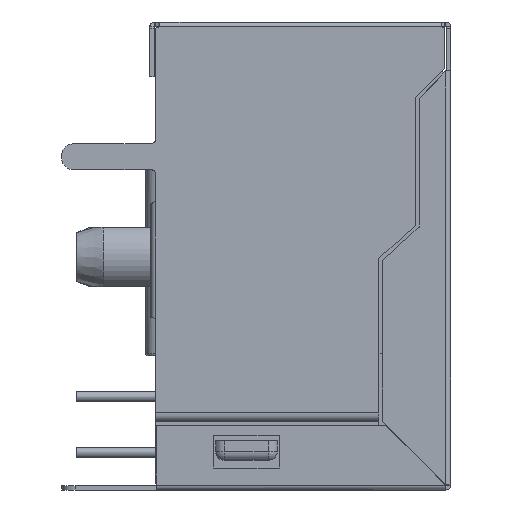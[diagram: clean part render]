
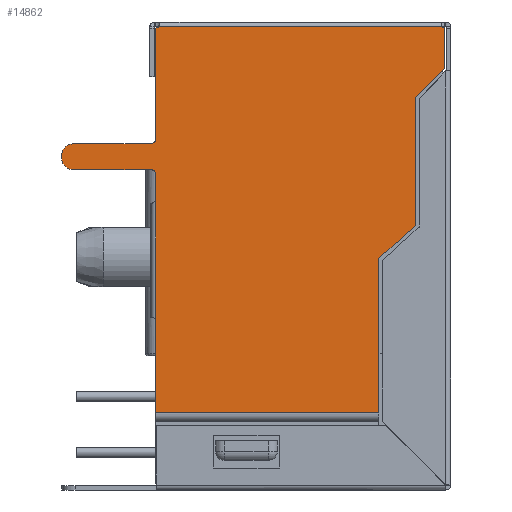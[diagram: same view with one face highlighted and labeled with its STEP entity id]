
A CAD part, left-side view. The second image highlights one B-rep face of the part: STEP entity #14862.
In plain terms, the highlighted planar face has unit normal (-1, 0, 0).
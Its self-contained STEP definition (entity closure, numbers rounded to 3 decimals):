
#51 = DIRECTION ( 'NONE',  ( 0., -0.74, 0.672 ) ) ;
#174 = VERTEX_POINT ( 'NONE', #5898 ) ;
#229 = VECTOR ( 'NONE', #34420, 1000. ) ;
#393 = AXIS2_PLACEMENT_3D ( 'NONE', #22879, #13955, #16673 ) ;
#426 = DIRECTION ( 'NONE',  ( 0., -0.714, 0.7 ) ) ;
#450 = CARTESIAN_POINT ( 'NONE',  ( -7.97, -3.579, 3.314 ) ) ;
#682 = PLANE ( 'NONE',  #26480 ) ;
#861 = CARTESIAN_POINT ( 'NONE',  ( -7.97, -5.23, 0. ) ) ;
#873 = DIRECTION ( 'NONE',  ( 0., 0., -1. ) ) ;
#1377 = EDGE_CURVE ( 'NONE', #9116, #12605, #28431, .T. ) ;
#1691 = DIRECTION ( 'NONE',  ( 0., 0., -1. ) ) ;
#2061 = VECTOR ( 'NONE', #27935, 1000. ) ;
#2130 = CARTESIAN_POINT ( 'NONE',  ( -7.97, 6.579, 13.056 ) ) ;
#2222 = CARTESIAN_POINT ( 'NONE',  ( -7.97, 3.526, 3.881 ) ) ;
#2679 = CARTESIAN_POINT ( 'NONE',  ( -7.97, -6.441, 20.88 ) ) ;
#3317 = VERTEX_POINT ( 'NONE', #2679 ) ;
#3339 = CARTESIAN_POINT ( 'NONE',  ( -7.97, 6.268, 6.386 ) ) ;
#3664 = LINE ( 'NONE', #35881, #31535 ) ;
#4117 = DIRECTION ( 'NONE',  ( 0., 0., -1. ) ) ;
#4480 = CARTESIAN_POINT ( 'NONE',  ( -7.97, 10.279, 14.37 ) ) ;
#4747 = LINE ( 'NONE', #22410, #229 ) ;
#4845 = EDGE_CURVE ( 'NONE', #37446, #14003, #12158, .T. ) ;
#4907 = DIRECTION ( 'NONE',  ( 0., 0., -1. ) ) ;
#5898 = CARTESIAN_POINT ( 'NONE',  ( -7.97, 6.579, 14.17 ) ) ;
#6031 = AXIS2_PLACEMENT_3D ( 'NONE', #19065, #30680, #4117 ) ;
#6172 = VECTOR ( 'NONE', #426, 1000. ) ;
#6382 = VERTEX_POINT ( 'NONE', #450 ) ;
#6415 = EDGE_CURVE ( 'NONE', #14003, #24645, #6460, .T. ) ;
#6460 = LINE ( 'NONE', #15974, #28955 ) ;
#6582 = AXIS2_PLACEMENT_3D ( 'NONE', #27253, #28200, #36948 ) ;
#6906 = VERTEX_POINT ( 'NONE', #22116 ) ;
#7053 = ORIENTED_EDGE ( 'NONE', *, *, #1377, .T. ) ;
#7708 = AXIS2_PLACEMENT_3D ( 'NONE', #37307, #28172, #4907 ) ;
#7748 = VECTOR ( 'NONE', #33743, 1000. ) ;
#8128 = EDGE_CURVE ( 'NONE', #174, #10523, #22897, .T. ) ;
#8172 = EDGE_CURVE ( 'NONE', #14011, #35319, #31032, .T. ) ;
#8409 = EDGE_CURVE ( 'NONE', #29099, #6906, #3664, .T. ) ;
#8494 = EDGE_LOOP ( 'NONE', ( #35774, #38299, #7053, #18352, #22603, #18296, #22389, #37730, #15793, #16025, #14563, #8656, #35178, #35029, #23092, #31695, #18316, #8915 ) ) ;
#8656 = ORIENTED_EDGE ( 'NONE', *, *, #30840, .T. ) ;
#8702 = EDGE_CURVE ( 'NONE', #37923, #14011, #24155, .T. ) ;
#8915 = ORIENTED_EDGE ( 'NONE', *, *, #8409, .T. ) ;
#9116 = VERTEX_POINT ( 'NONE', #32232 ) ;
#9260 = VECTOR ( 'NONE', #10494, 1000. ) ;
#9941 = VERTEX_POINT ( 'NONE', #21262 ) ;
#10119 = CARTESIAN_POINT ( 'NONE',  ( -7.97, -6.85, 20.88 ) ) ;
#10286 = DIRECTION ( 'NONE',  ( 0., 0., -1. ) ) ;
#10484 = LINE ( 'NONE', #24641, #2061 ) ;
#10494 = DIRECTION ( 'NONE',  ( 0., -1., 0. ) ) ;
#10523 = VERTEX_POINT ( 'NONE', #2130 ) ;
#11196 = LINE ( 'NONE', #22640, #12297 ) ;
#11853 = CARTESIAN_POINT ( 'NONE',  ( -7.97, 6.579, 20.825 ) ) ;
#11918 = DIRECTION ( 'NONE',  ( 0., 0., 1. ) ) ;
#12158 = CIRCLE ( 'NONE', #393, 0.2 ) ;
#12297 = VECTOR ( 'NONE', #1691, 1000. ) ;
#12390 = AXIS2_PLACEMENT_3D ( 'NONE', #21035, #15029, #11918 ) ;
#12513 = DIRECTION ( 'NONE',  ( 1., 0., 0. ) ) ;
#12605 = VERTEX_POINT ( 'NONE', #27770 ) ;
#12608 = CARTESIAN_POINT ( 'NONE',  ( -7.97, -6.841, 3.314 ) ) ;
#12692 = DIRECTION ( 'NONE',  ( 0., 0., 1. ) ) ;
#12790 = CARTESIAN_POINT ( 'NONE',  ( -7.97, 10.279, 15.57 ) ) ;
#13401 = DIRECTION ( 'NONE',  ( 0., -1., 0. ) ) ;
#13955 = DIRECTION ( 'NONE',  ( 1., 0., 0. ) ) ;
#14003 = VERTEX_POINT ( 'NONE', #11853 ) ;
#14011 = VERTEX_POINT ( 'NONE', #20960 ) ;
#14563 = ORIENTED_EDGE ( 'NONE', *, *, #25509, .T. ) ;
#14862 = ADVANCED_FACE ( 'NONE', ( #15440 ), #682, .F. ) ;
#15029 = DIRECTION ( 'NONE',  ( -1., 0., 0. ) ) ;
#15196 = VECTOR ( 'NONE', #27135, 1000. ) ;
#15440 = FACE_OUTER_BOUND ( 'NONE', #8494, .T. ) ;
#15793 = ORIENTED_EDGE ( 'NONE', *, *, #4845, .T. ) ;
#15974 = CARTESIAN_POINT ( 'NONE',  ( -7.97, 6.579, 0. ) ) ;
#16025 = ORIENTED_EDGE ( 'NONE', *, *, #6415, .T. ) ;
#16042 = CARTESIAN_POINT ( 'NONE',  ( -7.97, 6.441, 20.88 ) ) ;
#16548 = CARTESIAN_POINT ( 'NONE',  ( -7.97, 6.779, 14.37 ) ) ;
#16673 = DIRECTION ( 'NONE',  ( 0., 0., -1. ) ) ;
#17163 = EDGE_CURVE ( 'NONE', #12605, #29420, #27425, .T. ) ;
#18296 = ORIENTED_EDGE ( 'NONE', *, *, #26374, .F. ) ;
#18316 = ORIENTED_EDGE ( 'NONE', *, *, #29802, .T. ) ;
#18352 = ORIENTED_EDGE ( 'NONE', *, *, #17163, .T. ) ;
#18405 = CARTESIAN_POINT ( 'NONE',  ( -7.97, 10.279, 15.57 ) ) ;
#19065 = CARTESIAN_POINT ( 'NONE',  ( -7.97, 6.779, 15.77 ) ) ;
#19981 = CARTESIAN_POINT ( 'NONE',  ( -7.97, 6.579, 0. ) ) ;
#20960 = CARTESIAN_POINT ( 'NONE',  ( -7.97, 10.279, 14.37 ) ) ;
#21035 = CARTESIAN_POINT ( 'NONE',  ( -7.97, 10.279, 14.97 ) ) ;
#21262 = CARTESIAN_POINT ( 'NONE',  ( -7.97, -6.579, 20.825 ) ) ;
#21980 = DIRECTION ( 'NONE',  ( 0., 0., -1. ) ) ;
#22116 = CARTESIAN_POINT ( 'NONE',  ( -7.97, 6.579, 3.314 ) ) ;
#22389 = ORIENTED_EDGE ( 'NONE', *, *, #29980, .T. ) ;
#22399 = EDGE_CURVE ( 'NONE', #6382, #6906, #30630, .T. ) ;
#22410 = CARTESIAN_POINT ( 'NONE',  ( -7.97, 6.579, 12.856 ) ) ;
#22603 = ORIENTED_EDGE ( 'NONE', *, *, #36839, .T. ) ;
#22640 = CARTESIAN_POINT ( 'NONE',  ( -7.97, -6.579, 20.9 ) ) ;
#22879 = CARTESIAN_POINT ( 'NONE',  ( -7.97, 6.579, 21.025 ) ) ;
#22897 = LINE ( 'NONE', #19981, #25945 ) ;
#23092 = ORIENTED_EDGE ( 'NONE', *, *, #33659, .T. ) ;
#23360 = CIRCLE ( 'NONE', #6031, 0.2 ) ;
#23725 = CARTESIAN_POINT ( 'NONE',  ( -7.97, 6.779, 15.57 ) ) ;
#24155 = CIRCLE ( 'NONE', #12390, 0.6 ) ;
#24292 = VERTEX_POINT ( 'NONE', #23725 ) ;
#24641 = CARTESIAN_POINT ( 'NONE',  ( -7.97, -3.579, 0. ) ) ;
#24645 = VERTEX_POINT ( 'NONE', #26964 ) ;
#25509 = EDGE_CURVE ( 'NONE', #24645, #24292, #23360, .T. ) ;
#25945 = VECTOR ( 'NONE', #10286, 1000. ) ;
#26358 = VECTOR ( 'NONE', #13401, 1000. ) ;
#26374 = EDGE_CURVE ( 'NONE', #9941, #28559, #11196, .T. ) ;
#26480 = AXIS2_PLACEMENT_3D ( 'NONE', #29954, #12513, #873 ) ;
#26701 = VECTOR ( 'NONE', #12692, 1000. ) ;
#26964 = CARTESIAN_POINT ( 'NONE',  ( -7.97, 6.579, 15.77 ) ) ;
#27135 = DIRECTION ( 'NONE',  ( 0., 1., 0. ) ) ;
#27253 = CARTESIAN_POINT ( 'NONE',  ( -7.97, 6.779, 14.17 ) ) ;
#27425 = LINE ( 'NONE', #861, #26701 ) ;
#27770 = CARTESIAN_POINT ( 'NONE',  ( -7.97, -5.23, 11.837 ) ) ;
#27935 = DIRECTION ( 'NONE',  ( 0., 0., 1. ) ) ;
#28138 = CIRCLE ( 'NONE', #7708, 0.2 ) ;
#28172 = DIRECTION ( 'NONE',  ( 1., 0., 0. ) ) ;
#28200 = DIRECTION ( 'NONE',  ( 1., 0., 0. ) ) ;
#28431 = LINE ( 'NONE', #2222, #28966 ) ;
#28559 = VERTEX_POINT ( 'NONE', #33798 ) ;
#28955 = VECTOR ( 'NONE', #21980, 1000. ) ;
#28966 = VECTOR ( 'NONE', #51, 1000. ) ;
#28978 = EDGE_CURVE ( 'NONE', #6382, #9116, #10484, .T. ) ;
#29099 = VERTEX_POINT ( 'NONE', #37256 ) ;
#29420 = VERTEX_POINT ( 'NONE', #33892 ) ;
#29802 = EDGE_CURVE ( 'NONE', #10523, #29099, #4747, .T. ) ;
#29900 = LINE ( 'NONE', #3339, #6172 ) ;
#29954 = CARTESIAN_POINT ( 'NONE',  ( -7.97, 0., 0. ) ) ;
#29980 = EDGE_CURVE ( 'NONE', #9941, #3317, #28138, .T. ) ;
#30630 = LINE ( 'NONE', #12608, #7748 ) ;
#30680 = DIRECTION ( 'NONE',  ( 1., 0., 0. ) ) ;
#30840 = EDGE_CURVE ( 'NONE', #24292, #37923, #36251, .T. ) ;
#31032 = LINE ( 'NONE', #4480, #9260 ) ;
#31486 = EDGE_CURVE ( 'NONE', #37446, #3317, #36699, .T. ) ;
#31535 = VECTOR ( 'NONE', #36461, 1000. ) ;
#31695 = ORIENTED_EDGE ( 'NONE', *, *, #8128, .T. ) ;
#32232 = CARTESIAN_POINT ( 'NONE',  ( -7.97, -3.579, 10.337 ) ) ;
#33659 = EDGE_CURVE ( 'NONE', #35319, #174, #37563, .T. ) ;
#33743 = DIRECTION ( 'NONE',  ( 0., 1., 0. ) ) ;
#33798 = CARTESIAN_POINT ( 'NONE',  ( -7.97, -6.579, 18.995 ) ) ;
#33892 = CARTESIAN_POINT ( 'NONE',  ( -7.97, -5.23, 17.671 ) ) ;
#34420 = DIRECTION ( 'NONE',  ( 0., 0., -1. ) ) ;
#35029 = ORIENTED_EDGE ( 'NONE', *, *, #8172, .T. ) ;
#35178 = ORIENTED_EDGE ( 'NONE', *, *, #8702, .T. ) ;
#35319 = VERTEX_POINT ( 'NONE', #16548 ) ;
#35774 = ORIENTED_EDGE ( 'NONE', *, *, #22399, .F. ) ;
#35881 = CARTESIAN_POINT ( 'NONE',  ( -7.97, 6.579, 0. ) ) ;
#36251 = LINE ( 'NONE', #18405, #15196 ) ;
#36461 = DIRECTION ( 'NONE',  ( 0., 0., -1. ) ) ;
#36699 = LINE ( 'NONE', #10119, #26358 ) ;
#36839 = EDGE_CURVE ( 'NONE', #29420, #28559, #29900, .T. ) ;
#36948 = DIRECTION ( 'NONE',  ( 0., 0., -1. ) ) ;
#37256 = CARTESIAN_POINT ( 'NONE',  ( -7.97, 6.579, 7.467 ) ) ;
#37307 = CARTESIAN_POINT ( 'NONE',  ( -7.97, -6.579, 21.025 ) ) ;
#37446 = VERTEX_POINT ( 'NONE', #16042 ) ;
#37563 = CIRCLE ( 'NONE', #6582, 0.2 ) ;
#37730 = ORIENTED_EDGE ( 'NONE', *, *, #31486, .F. ) ;
#37923 = VERTEX_POINT ( 'NONE', #12790 ) ;
#38299 = ORIENTED_EDGE ( 'NONE', *, *, #28978, .T. ) ;
